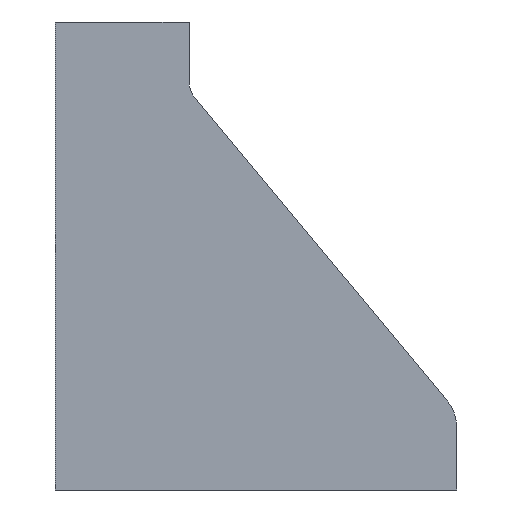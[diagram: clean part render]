
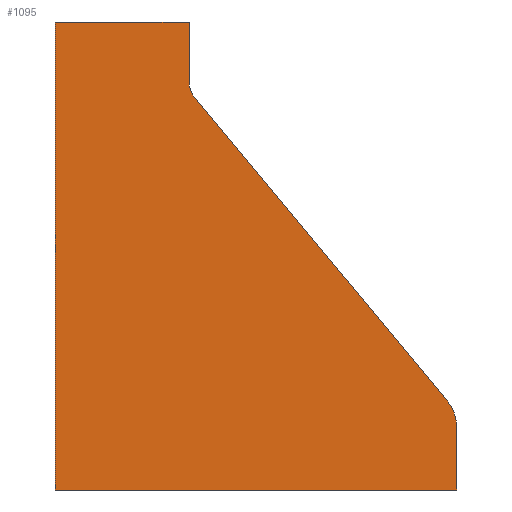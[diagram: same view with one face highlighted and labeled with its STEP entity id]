
A CAD part, front view. The second image highlights one B-rep face of the part: STEP entity #1095.
In plain terms, the highlighted planar face has unit normal (0, -1, 0).
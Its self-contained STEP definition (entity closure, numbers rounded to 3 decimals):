
#15 = EDGE_CURVE ( 'NONE', #671, #873, #536, .T. ) ;
#51 = EDGE_CURVE ( 'NONE', #698, #873, #598, .T. ) ;
#54 = EDGE_CURVE ( 'NONE', #882, #521, #606, .T. ) ;
#63 = EDGE_CURVE ( 'NONE', #882, #869, #622, .T. ) ;
#81 = DIRECTION ( 'NONE',  ( 0., 0., 1. ) ) ;
#82 = DIRECTION ( 'NONE',  ( 0., 1., 0. ) ) ;
#85 = PLANE ( 'NONE',  #800 ) ;
#115 = CARTESIAN_POINT ( 'NONE',  ( -70., 0., -44.501 ) ) ;
#125 = DIRECTION ( 'NONE',  ( 0., 0., 1. ) ) ;
#130 = CARTESIAN_POINT ( 'NONE',  ( -250., 0., -350. ) ) ;
#137 = CARTESIAN_POINT ( 'NONE',  ( -50., 0., 0. ) ) ;
#152 = CARTESIAN_POINT ( 'NONE',  ( 150., 0., 0. ) ) ;
#203 = DIRECTION ( 'NONE',  ( 0., 0., 1. ) ) ;
#204 = CARTESIAN_POINT ( 'NONE',  ( 350., 0., -302.603 ) ) ;
#228 = CARTESIAN_POINT ( 'NONE',  ( 150., 0., -44.501 ) ) ;
#270 = DIRECTION ( 'NONE',  ( 0., 0., 1. ) ) ;
#273 = CARTESIAN_POINT ( 'NONE',  ( 50., 0., 0. ) ) ;
#276 = CARTESIAN_POINT ( 'NONE',  ( 154.636, 0., -57.304 ) ) ;
#277 = CARTESIAN_POINT ( 'NONE',  ( 320., 0., -302.603 ) ) ;
#279 = DIRECTION ( 'NONE',  ( -0.64, 0., 0.768 ) ) ;
#286 = DIRECTION ( 'NONE',  ( 1., 0., 0. ) ) ;
#313 = CARTESIAN_POINT ( 'NONE',  ( 170., 0., -44.501 ) ) ;
#314 = DIRECTION ( 'NONE',  ( 0., 1., 0. ) ) ;
#321 = CARTESIAN_POINT ( 'NONE',  ( 343.047, 0., -283.398 ) ) ;
#322 = CARTESIAN_POINT ( 'NONE',  ( 350., 0., -302.603 ) ) ;
#324 = CARTESIAN_POINT ( 'NONE',  ( 350., 0., -350. ) ) ;
#328 = DIRECTION ( 'NONE',  ( -1., 0., 0. ) ) ;
#351 = CARTESIAN_POINT ( 'NONE',  ( 50., 0., -350. ) ) ;
#360 = CARTESIAN_POINT ( 'NONE',  ( 154.636, 0., -57.304 ) ) ;
#363 = CARTESIAN_POINT ( 'NONE',  ( 50., 0., 0. ) ) ;
#364 = DIRECTION ( 'NONE',  ( 0., -1., 0. ) ) ;
#365 = DIRECTION ( 'NONE',  ( 0., 0., 1. ) ) ;
#384 = CARTESIAN_POINT ( 'NONE',  ( 150., 0., 0. ) ) ;
#398 = DIRECTION ( 'NONE',  ( 0., 0., 1. ) ) ;
#445 = FACE_OUTER_BOUND ( 'NONE', #839, .T. ) ;
#521 = VERTEX_POINT ( 'NONE', #351 ) ;
#536 = LINE ( 'NONE', #384, #542 ) ;
#542 = VECTOR ( 'NONE', #398, 1000. ) ;
#598 = LINE ( 'NONE', #137, #603 ) ;
#603 = VECTOR ( 'NONE', #286, 1000. ) ;
#606 = LINE ( 'NONE', #130, #609 ) ;
#609 = VECTOR ( 'NONE', #328, 1000. ) ;
#622 = LINE ( 'NONE', #204, #625 ) ;
#625 = VECTOR ( 'NONE', #203, 1000. ) ;
#634 = VECTOR ( 'NONE', #279, 1000. ) ;
#636 = CIRCLE ( 'NONE', #718, 30. ) ;
#639 = LINE ( 'NONE', #273, #642 ) ;
#640 = LINE ( 'NONE', #276, #634 ) ;
#642 = VECTOR ( 'NONE', #270, 1000. ) ;
#663 = CIRCLE ( 'NONE', #717, 20. ) ;
#671 = VERTEX_POINT ( 'NONE', #228 ) ;
#698 = VERTEX_POINT ( 'NONE', #363 ) ;
#699 = VERTEX_POINT ( 'NONE', #360 ) ;
#717 = AXIS2_PLACEMENT_3D ( 'NONE', #313, #314, #125 ) ;
#718 = AXIS2_PLACEMENT_3D ( 'NONE', #277, #364, #365 ) ;
#719 = EDGE_CURVE ( 'NONE', #869, #867, #636, .T. ) ;
#724 = EDGE_CURVE ( 'NONE', #867, #699, #640, .T. ) ;
#729 = EDGE_CURVE ( 'NONE', #521, #698, #639, .T. ) ;
#781 = EDGE_CURVE ( 'NONE', #699, #671, #663, .T. ) ;
#800 = AXIS2_PLACEMENT_3D ( 'NONE', #115, #82, #81 ) ;
#839 = EDGE_LOOP ( 'NONE', ( #998, #999, #970, #971, #976, #977, #980, #930 ) ) ;
#867 = VERTEX_POINT ( 'NONE', #321 ) ;
#869 = VERTEX_POINT ( 'NONE', #322 ) ;
#873 = VERTEX_POINT ( 'NONE', #152 ) ;
#882 = VERTEX_POINT ( 'NONE', #324 ) ;
#930 = ORIENTED_EDGE ( 'NONE', *, *, #15, .T. ) ;
#970 = ORIENTED_EDGE ( 'NONE', *, *, #54, .F. ) ;
#971 = ORIENTED_EDGE ( 'NONE', *, *, #63, .T. ) ;
#976 = ORIENTED_EDGE ( 'NONE', *, *, #719, .T. ) ;
#977 = ORIENTED_EDGE ( 'NONE', *, *, #724, .T. ) ;
#980 = ORIENTED_EDGE ( 'NONE', *, *, #781, .T. ) ;
#998 = ORIENTED_EDGE ( 'NONE', *, *, #51, .F. ) ;
#999 = ORIENTED_EDGE ( 'NONE', *, *, #729, .F. ) ;
#1095 = ADVANCED_FACE ( 'NONE', ( #445 ), #85, .F. ) ;
